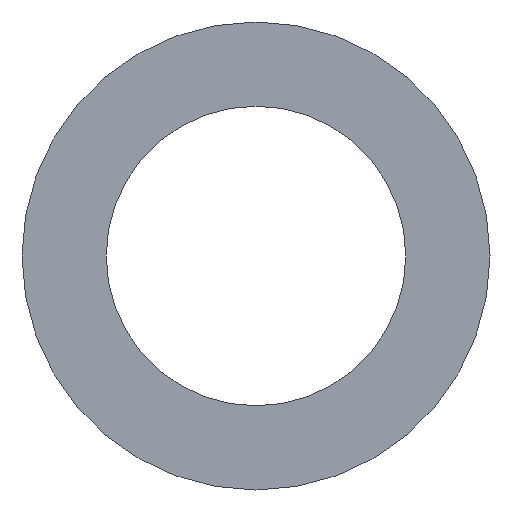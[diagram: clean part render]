
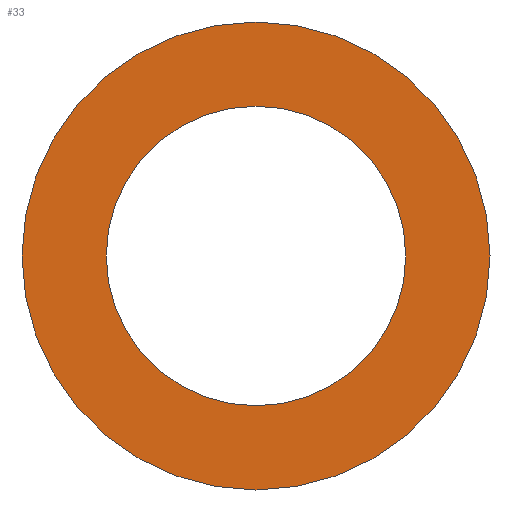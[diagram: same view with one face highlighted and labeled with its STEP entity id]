
A CAD part, left-side view. The second image highlights one B-rep face of the part: STEP entity #33.
In plain terms, the highlighted planar face has unit normal (-1, 0, 0).
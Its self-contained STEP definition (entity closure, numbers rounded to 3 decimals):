
#13 = DIRECTION ( 'NONE',  ( 0., 0., -1. ) ) ;
#19 = EDGE_LOOP ( 'NONE', ( #137, #22 ) ) ;
#22 = ORIENTED_EDGE ( 'NONE', *, *, #62, .F. ) ;
#24 = EDGE_CURVE ( 'NONE', #169, #120, #46, .T. ) ;
#25 = CARTESIAN_POINT ( 'NONE',  ( 0., 0., 1.6 ) ) ;
#33 = ADVANCED_FACE ( 'NONE', ( #115, #185 ), #34, .F. ) ;
#34 = PLANE ( 'NONE',  #167 ) ;
#45 = DIRECTION ( 'NONE',  ( 1., 0., 0. ) ) ;
#46 = CIRCLE ( 'NONE', #125, 1.6 ) ;
#54 = EDGE_LOOP ( 'NONE', ( #70, #68 ) ) ;
#55 = EDGE_CURVE ( 'NONE', #120, #169, #81, .T. ) ;
#59 = AXIS2_PLACEMENT_3D ( 'NONE', #61, #60, #13 ) ;
#60 = DIRECTION ( 'NONE',  ( 1., 0., 0. ) ) ;
#61 = CARTESIAN_POINT ( 'NONE',  ( 0., 0., 0. ) ) ;
#62 = EDGE_CURVE ( 'NONE', #122, #117, #153, .T. ) ;
#65 = CARTESIAN_POINT ( 'NONE',  ( 0., 0., 0. ) ) ;
#68 = ORIENTED_EDGE ( 'NONE', *, *, #24, .T. ) ;
#70 = ORIENTED_EDGE ( 'NONE', *, *, #55, .T. ) ;
#81 = CIRCLE ( 'NONE', #59, 1.6 ) ;
#90 = DIRECTION ( 'NONE',  ( 0., 0., -1. ) ) ;
#103 = DIRECTION ( 'NONE',  ( 1., 0., 0. ) ) ;
#109 = DIRECTION ( 'NONE',  ( 0., 0., -1. ) ) ;
#113 = CARTESIAN_POINT ( 'NONE',  ( 0., 0., -1.6 ) ) ;
#114 = AXIS2_PLACEMENT_3D ( 'NONE', #138, #206, #141 ) ;
#115 = FACE_OUTER_BOUND ( 'NONE', #19, .T. ) ;
#117 = VERTEX_POINT ( 'NONE', #174 ) ;
#120 = VERTEX_POINT ( 'NONE', #25 ) ;
#122 = VERTEX_POINT ( 'NONE', #180 ) ;
#125 = AXIS2_PLACEMENT_3D ( 'NONE', #187, #103, #90 ) ;
#128 = DIRECTION ( 'NONE',  ( 0., 0., -1. ) ) ;
#133 = CIRCLE ( 'NONE', #142, 2.5 ) ;
#137 = ORIENTED_EDGE ( 'NONE', *, *, #165, .F. ) ;
#138 = CARTESIAN_POINT ( 'NONE',  ( 0., 0., 0. ) ) ;
#141 = DIRECTION ( 'NONE',  ( 0., 0., -1. ) ) ;
#142 = AXIS2_PLACEMENT_3D ( 'NONE', #65, #197, #128 ) ;
#153 = CIRCLE ( 'NONE', #114, 2.5 ) ;
#159 = CARTESIAN_POINT ( 'NONE',  ( 0., 0., 0. ) ) ;
#165 = EDGE_CURVE ( 'NONE', #117, #122, #133, .T. ) ;
#167 = AXIS2_PLACEMENT_3D ( 'NONE', #159, #45, #109 ) ;
#169 = VERTEX_POINT ( 'NONE', #113 ) ;
#174 = CARTESIAN_POINT ( 'NONE',  ( 0., 0., 2.5 ) ) ;
#180 = CARTESIAN_POINT ( 'NONE',  ( 0., 0., -2.5 ) ) ;
#185 = FACE_BOUND ( 'NONE', #54, .T. ) ;
#187 = CARTESIAN_POINT ( 'NONE',  ( 0., 0., 0. ) ) ;
#197 = DIRECTION ( 'NONE',  ( 1., 0., 0. ) ) ;
#206 = DIRECTION ( 'NONE',  ( 1., 0., 0. ) ) ;
